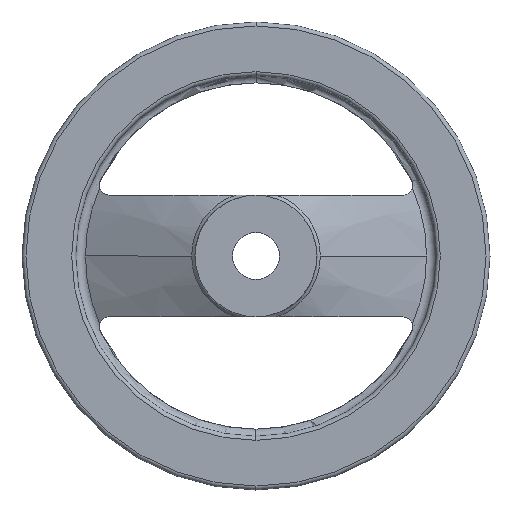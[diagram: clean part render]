
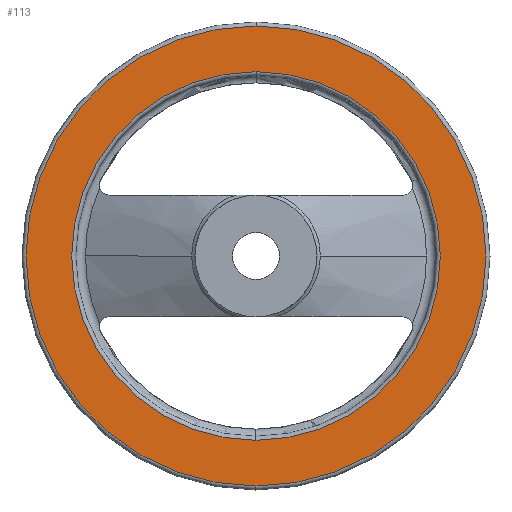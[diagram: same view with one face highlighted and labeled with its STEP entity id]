
A CAD part, left-side view. The second image highlights one B-rep face of the part: STEP entity #113.
In plain terms, the highlighted planar face has unit normal (-1, 0, 0).
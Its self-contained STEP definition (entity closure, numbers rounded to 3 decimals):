
#113 = ADVANCED_FACE( '', ( #198, #199 ), #200, .T. );
#198 = FACE_BOUND( '', #290, .T. );
#199 = FACE_OUTER_BOUND( '', #291, .T. );
#200 = PLANE( '', #292 );
#290 = EDGE_LOOP( '', ( #646, #647, #648 ) );
#291 = EDGE_LOOP( '', ( #649, #650, #651 ) );
#292 = AXIS2_PLACEMENT_3D( '', #652, #653, #654 );
#646 = ORIENTED_EDGE( '', *, *, #709, .F. );
#647 = ORIENTED_EDGE( '', *, *, #708, .F. );
#648 = ORIENTED_EDGE( '', *, *, #822, .F. );
#649 = ORIENTED_EDGE( '', *, *, #716, .T. );
#650 = ORIENTED_EDGE( '', *, *, #821, .T. );
#651 = ORIENTED_EDGE( '', *, *, #717, .T. );
#652 = CARTESIAN_POINT( '', ( 16.15, 44.263, 0. ) );
#653 = DIRECTION( '', ( -1., 0., 0. ) );
#654 = DIRECTION( '', ( 0., 1., 0. ) );
#708 = EDGE_CURVE( '', #848, #850, #851, .T. );
#709 = EDGE_CURVE( '', #850, #852, #853, .T. );
#716 = EDGE_CURVE( '', #866, #864, #867, .T. );
#717 = EDGE_CURVE( '', #858, #866, #868, .T. );
#821 = EDGE_CURVE( '', #864, #858, #1037, .T. );
#822 = EDGE_CURVE( '', #852, #848, #1038, .T. );
#848 = VERTEX_POINT( '', #1068 );
#850 = VERTEX_POINT( '', #1070 );
#851 = CIRCLE( '', #1071, 39.375 );
#852 = VERTEX_POINT( '', #1072 );
#853 = CIRCLE( '', #1073, 39.375 );
#858 = VERTEX_POINT( '', #1078 );
#864 = VERTEX_POINT( '', #1084 );
#866 = VERTEX_POINT( '', #1086 );
#867 = CIRCLE( '', #1087, 49.15 );
#868 = CIRCLE( '', #1088, 49.15 );
#1037 = CIRCLE( '', #1621, 49.15 );
#1038 = CIRCLE( '', #1622, 39.375 );
#1068 = CARTESIAN_POINT( '', ( 16.15, 0., 39.375 ) );
#1070 = CARTESIAN_POINT( '', ( 16.15, 39.375, 0. ) );
#1071 = AXIS2_PLACEMENT_3D( '', #1654, #1655, #1656 );
#1072 = CARTESIAN_POINT( '', ( 16.15, 0., -39.375 ) );
#1073 = AXIS2_PLACEMENT_3D( '', #1657, #1658, #1659 );
#1078 = CARTESIAN_POINT( '', ( 16.15, 0., 49.15 ) );
#1084 = CARTESIAN_POINT( '', ( 16.15, 0., -49.15 ) );
#1086 = CARTESIAN_POINT( '', ( 16.15, 49.15, 0. ) );
#1087 = AXIS2_PLACEMENT_3D( '', #1678, #1679, #1680 );
#1088 = AXIS2_PLACEMENT_3D( '', #1681, #1682, #1683 );
#1621 = AXIS2_PLACEMENT_3D( '', #1869, #1870, #1871 );
#1622 = AXIS2_PLACEMENT_3D( '', #1872, #1873, #1874 );
#1654 = CARTESIAN_POINT( '', ( 16.15, 0., 0. ) );
#1655 = DIRECTION( '', ( -1., 0., 0. ) );
#1656 = DIRECTION( '', ( 0., 1., 0. ) );
#1657 = CARTESIAN_POINT( '', ( 16.15, 0., 0. ) );
#1658 = DIRECTION( '', ( -1., 0., 0. ) );
#1659 = DIRECTION( '', ( 0., 1., 0. ) );
#1678 = CARTESIAN_POINT( '', ( 16.15, 0., 0. ) );
#1679 = DIRECTION( '', ( -1., 0., 0. ) );
#1680 = DIRECTION( '', ( 0., 1., 0. ) );
#1681 = CARTESIAN_POINT( '', ( 16.15, 0., 0. ) );
#1682 = DIRECTION( '', ( -1., 0., 0. ) );
#1683 = DIRECTION( '', ( 0., 1., 0. ) );
#1869 = CARTESIAN_POINT( '', ( 16.15, 0., 0. ) );
#1870 = DIRECTION( '', ( -1., 0., 0. ) );
#1871 = DIRECTION( '', ( 0., 1., 0. ) );
#1872 = CARTESIAN_POINT( '', ( 16.15, 0., 0. ) );
#1873 = DIRECTION( '', ( -1., 0., 0. ) );
#1874 = DIRECTION( '', ( 0., 1., 0. ) );
